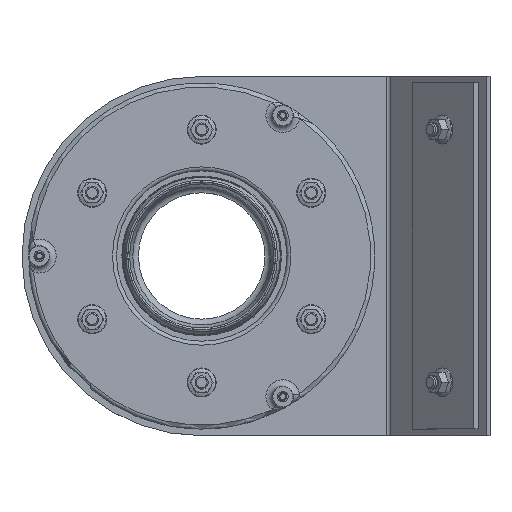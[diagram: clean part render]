
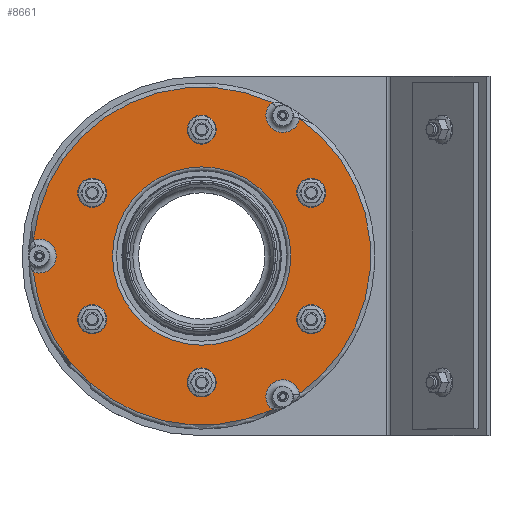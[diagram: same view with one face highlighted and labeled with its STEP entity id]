
A CAD part, top view. The second image highlights one B-rep face of the part: STEP entity #8661.
In plain terms, the highlighted planar face has unit normal (0, 0, 1).
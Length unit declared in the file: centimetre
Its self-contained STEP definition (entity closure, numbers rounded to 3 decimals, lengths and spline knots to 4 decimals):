
#663=FACE_BOUND('',#1930,.T.);
#664=FACE_BOUND('',#1931,.T.);
#665=FACE_BOUND('',#1932,.T.);
#666=FACE_BOUND('',#1933,.T.);
#667=FACE_BOUND('',#1934,.T.);
#668=FACE_BOUND('',#1935,.T.);
#669=FACE_BOUND('',#1936,.T.);
#815=PLANE('',#9746);
#1296=FACE_OUTER_BOUND('',#1929,.T.);
#1929=EDGE_LOOP('',(#7542,#7543,#7544,#7545,#7546,#7547,#7548));
#1930=EDGE_LOOP('',(#7549));
#1931=EDGE_LOOP('',(#7550));
#1932=EDGE_LOOP('',(#7551));
#1933=EDGE_LOOP('',(#7552));
#1934=EDGE_LOOP('',(#7553));
#1935=EDGE_LOOP('',(#7554));
#1936=EDGE_LOOP('',(#7555));
#3481=CIRCLE('',#9696,8.5);
#3487=CIRCLE('',#9705,8.5);
#3493=CIRCLE('',#9714,8.5);
#3499=CIRCLE('',#9723,8.5);
#3505=CIRCLE('',#9732,8.5);
#3511=CIRCLE('',#9741,8.5);
#3514=CIRCLE('',#9747,12.7676);
#3515=CIRCLE('',#9748,127.);
#3516=CIRCLE('',#9749,127.);
#3517=CIRCLE('',#9750,12.7676);
#3518=CIRCLE('',#9751,127.);
#3519=CIRCLE('',#9752,12.7676);
#3520=CIRCLE('',#9753,127.);
#3521=CIRCLE('',#9754,67.);
#4204=VERTEX_POINT('',#15587);
#4209=VERTEX_POINT('',#15603);
#4214=VERTEX_POINT('',#15619);
#4219=VERTEX_POINT('',#15635);
#4224=VERTEX_POINT('',#15651);
#4229=VERTEX_POINT('',#15667);
#4232=VERTEX_POINT('',#15679);
#4233=VERTEX_POINT('',#15680);
#4234=VERTEX_POINT('',#15682);
#4235=VERTEX_POINT('',#15684);
#4236=VERTEX_POINT('',#15686);
#4237=VERTEX_POINT('',#15688);
#4238=VERTEX_POINT('',#15690);
#4239=VERTEX_POINT('',#15693);
#5308=EDGE_CURVE('',#4204,#4204,#3481,.T.);
#5316=EDGE_CURVE('',#4209,#4209,#3487,.T.);
#5324=EDGE_CURVE('',#4214,#4214,#3493,.T.);
#5332=EDGE_CURVE('',#4219,#4219,#3499,.T.);
#5340=EDGE_CURVE('',#4224,#4224,#3505,.T.);
#5348=EDGE_CURVE('',#4229,#4229,#3511,.T.);
#5353=EDGE_CURVE('',#4232,#4233,#3514,.T.);
#5354=EDGE_CURVE('',#4234,#4232,#3515,.T.);
#5355=EDGE_CURVE('',#4235,#4234,#3516,.T.);
#5356=EDGE_CURVE('',#4236,#4235,#3517,.T.);
#5357=EDGE_CURVE('',#4237,#4236,#3518,.T.);
#5358=EDGE_CURVE('',#4238,#4237,#3519,.T.);
#5359=EDGE_CURVE('',#4233,#4238,#3520,.T.);
#5360=EDGE_CURVE('',#4239,#4239,#3521,.T.);
#7542=ORIENTED_EDGE('',*,*,#5353,.F.);
#7543=ORIENTED_EDGE('',*,*,#5354,.F.);
#7544=ORIENTED_EDGE('',*,*,#5355,.F.);
#7545=ORIENTED_EDGE('',*,*,#5356,.F.);
#7546=ORIENTED_EDGE('',*,*,#5357,.F.);
#7547=ORIENTED_EDGE('',*,*,#5358,.F.);
#7548=ORIENTED_EDGE('',*,*,#5359,.F.);
#7549=ORIENTED_EDGE('',*,*,#5308,.F.);
#7550=ORIENTED_EDGE('',*,*,#5316,.F.);
#7551=ORIENTED_EDGE('',*,*,#5324,.F.);
#7552=ORIENTED_EDGE('',*,*,#5332,.F.);
#7553=ORIENTED_EDGE('',*,*,#5340,.F.);
#7554=ORIENTED_EDGE('',*,*,#5348,.F.);
#7555=ORIENTED_EDGE('',*,*,#5360,.T.);
#8661=ADVANCED_FACE('',(#1296,#663,#664,#665,#666,#667,#668,#669),#815,
 .T.);
#9696=AXIS2_PLACEMENT_3D('',#15589,#12109,#12110);
#9705=AXIS2_PLACEMENT_3D('',#15605,#12129,#12130);
#9714=AXIS2_PLACEMENT_3D('',#15621,#12149,#12150);
#9723=AXIS2_PLACEMENT_3D('',#15637,#12169,#12170);
#9732=AXIS2_PLACEMENT_3D('',#15653,#12189,#12190);
#9741=AXIS2_PLACEMENT_3D('',#15669,#12209,#12210);
#9746=AXIS2_PLACEMENT_3D('',#15678,#12221,#12222);
#9747=AXIS2_PLACEMENT_3D('',#15681,#12223,#12224);
#9748=AXIS2_PLACEMENT_3D('',#15683,#12225,#12226);
#9749=AXIS2_PLACEMENT_3D('',#15685,#12227,#12228);
#9750=AXIS2_PLACEMENT_3D('',#15687,#12229,#12230);
#9751=AXIS2_PLACEMENT_3D('',#15689,#12231,#12232);
#9752=AXIS2_PLACEMENT_3D('',#15691,#12233,#12234);
#9753=AXIS2_PLACEMENT_3D('',#15692,#12235,#12236);
#9754=AXIS2_PLACEMENT_3D('',#15694,#12237,#12238);
#12109=DIRECTION('center_axis',(0.,0.,
1.));
#12110=DIRECTION('ref_axis',(0.866,0.5,0.));
#12129=DIRECTION('center_axis',(0.,0.,
1.));
#12130=DIRECTION('ref_axis',(0.866,0.5,0.));
#12149=DIRECTION('center_axis',(0.,0.,
1.));
#12150=DIRECTION('ref_axis',(0.866,0.5,0.));
#12169=DIRECTION('center_axis',(0.,0.,
1.));
#12170=DIRECTION('ref_axis',(0.866,0.5,0.));
#12189=DIRECTION('center_axis',(0.,0.,
1.));
#12190=DIRECTION('ref_axis',(0.866,0.5,0.));
#12209=DIRECTION('center_axis',(0.,0.,
1.));
#12210=DIRECTION('ref_axis',(0.866,0.5,0.));
#12221=DIRECTION('center_axis',(0.,0.,
1.));
#12222=DIRECTION('ref_axis',(-0.866,-0.5,0.));
#12223=DIRECTION('center_axis',(0.,0.,
1.));
#12224=DIRECTION('ref_axis',(1.,0.,0.));
#12225=DIRECTION('center_axis',(0.,0.,
-1.));
#12226=DIRECTION('ref_axis',(0.5,-0.866,0.));
#12227=DIRECTION('center_axis',(0.,0.,
-1.));
#12228=DIRECTION('ref_axis',(0.5,-0.866,0.));
#12229=DIRECTION('center_axis',(0.,0.,
1.));
#12230=DIRECTION('ref_axis',(-0.5,0.866,0.));
#12231=DIRECTION('center_axis',(0.,0.,
-1.));
#12232=DIRECTION('ref_axis',(0.5,-0.866,0.));
#12233=DIRECTION('center_axis',(0.,0.,
1.));
#12234=DIRECTION('ref_axis',(-0.5,-0.866,0.));
#12235=DIRECTION('center_axis',(0.,0.,
-1.));
#12236=DIRECTION('ref_axis',(0.5,-0.866,0.));
#12237=DIRECTION('center_axis',(0.,0.,
-1.));
#12238=DIRECTION('ref_axis',(0.5,-0.866,0.));
#15587=CARTESIAN_POINT('',(360.3144,382.9243,241.4603));
#15589=CARTESIAN_POINT('Origin',(364.5644,390.2855,241.4603));
#15603=CARTESIAN_POINT('',(524.8593,397.6467,241.4603));
#15605=CARTESIAN_POINT('Origin',(529.1093,390.2855,241.4603));
#15619=CARTESIAN_POINT('',(455.3369,247.7855,241.4603));
#15621=CARTESIAN_POINT('Origin',(446.8369,247.7855,241.4603));
#15635=CARTESIAN_POINT('',(533.3593,302.6467,241.4603));
#15637=CARTESIAN_POINT('Origin',(529.1093,295.2855,241.4603));
#15651=CARTESIAN_POINT('',(438.3369,437.7855,241.4603));
#15653=CARTESIAN_POINT('Origin',(446.8369,437.7855,241.4603));
#15667=CARTESIAN_POINT('',(368.8144,287.9243,241.4603));
#15669=CARTESIAN_POINT('Origin',(364.5644,295.2855,241.4603));
#15678=CARTESIAN_POINT('Origin',(383.3369,452.7707,241.4603));
#15679=CARTESIAN_POINT('',(320.4025,330.8128,241.4603));
#15680=CARTESIAN_POINT('',(320.4025,354.7583,241.4603));
#15681=CARTESIAN_POINT('Origin',(324.8369,342.7855,241.4603));
#15682=CARTESIAN_POINT('',(336.8516,279.2855,241.4603));
#15683=CARTESIAN_POINT('Origin',(446.8369,342.7855,241.4603));
#15684=CARTESIAN_POINT('',(499.6853,227.3038,241.4603));
#15685=CARTESIAN_POINT('Origin',(446.8369,342.7855,241.4603));
#15686=CARTESIAN_POINT('',(520.4228,239.2765,241.4603));
#15687=CARTESIAN_POINT('Origin',(507.8369,237.1304,241.4603));
#15688=CARTESIAN_POINT('',(520.4228,446.2945,241.4603));
#15689=CARTESIAN_POINT('Origin',(446.8369,342.7855,241.4603));
#15690=CARTESIAN_POINT('',(499.6853,458.2673,241.4603));
#15691=CARTESIAN_POINT('Origin',(507.8369,448.4406,241.4603));
#15692=CARTESIAN_POINT('Origin',(446.8369,342.7855,241.4603));
#15693=CARTESIAN_POINT('',(388.8132,309.2855,241.4603));
#15694=CARTESIAN_POINT('Origin',(446.8369,342.7855,241.4603));
